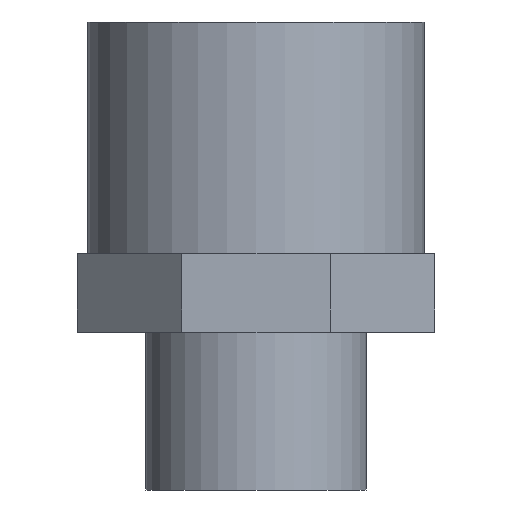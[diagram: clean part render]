
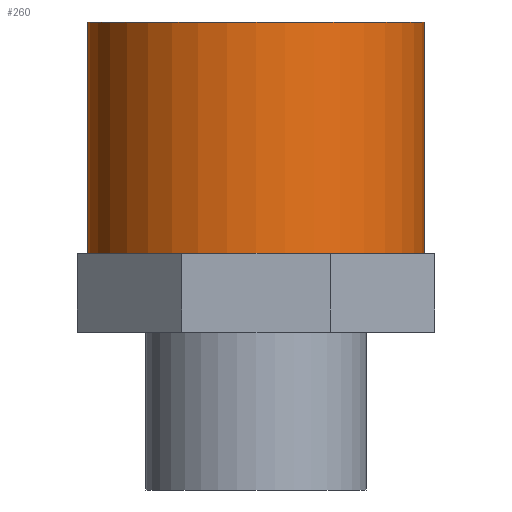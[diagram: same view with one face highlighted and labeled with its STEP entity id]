
A CAD part, front view. The second image highlights one B-rep face of the part: STEP entity #260.
In plain terms, the highlighted cylindrical face has radius 16 mm (diameter 32 mm), a full revolution.
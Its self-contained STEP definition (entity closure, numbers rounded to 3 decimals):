
#76=FACE_BOUND($,#104,.T.);
#86=FACE_OUTER_BOUND($,#103,.T.);
#103=EDGE_LOOP($,(#193));
#104=EDGE_LOOP($,(#194));
#129=CIRCLE($,#283,16.);
#130=CIRCLE($,#284,16.);
#137=VERTEX_POINT($,#387);
#138=VERTEX_POINT($,#389);
#161=EDGE_CURVE($,#137,#137,#129,.T.);
#162=EDGE_CURVE($,#138,#138,#130,.T.);
#193=ORIENTED_EDGE($,*,*,#161,.T.);
#194=ORIENTED_EDGE($,*,*,#162,.F.);
#256=CYLINDRICAL_SURFACE($,#282,16.);
#260=ADVANCED_FACE($,(#86,#76),#256,.T.);
#282=AXIS2_PLACEMENT_3D($,#386,#312,#313);
#283=AXIS2_PLACEMENT_3D($,#388,#314,#315);
#284=AXIS2_PLACEMENT_3D($,#390,#316,#317);
#312=DIRECTION('center_axis',(0.,0.,1.));
#313=DIRECTION('ref_axis',(1.,0.,0.));
#314=DIRECTION('center_axis',(0.,0.,1.));
#315=DIRECTION('ref_axis',(1.,0.,0.));
#316=DIRECTION('center_axis',(0.,0.,1.));
#317=DIRECTION('ref_axis',(1.,0.,0.));
#386=CARTESIAN_POINT('Origin',(0.,0.,22.5));
#387=CARTESIAN_POINT('',(-16.,0.,22.5));
#388=CARTESIAN_POINT('Origin',(0.,0.,22.5));
#389=CARTESIAN_POINT('',(-16.,0.,44.5));
#390=CARTESIAN_POINT('Origin',(0.,0.,44.5));
